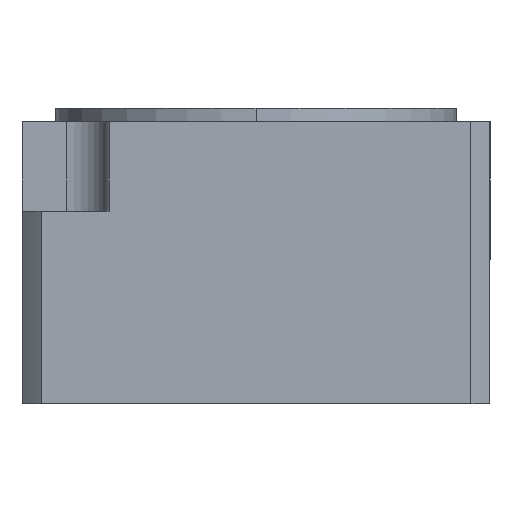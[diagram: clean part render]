
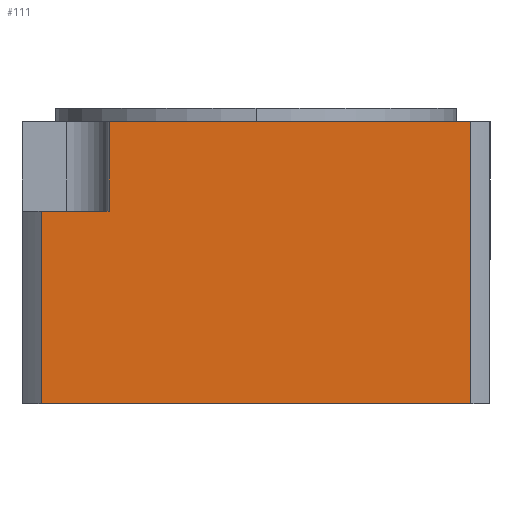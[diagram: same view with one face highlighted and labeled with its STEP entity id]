
A CAD part, left-side view. The second image highlights one B-rep face of the part: STEP entity #111.
In plain terms, the highlighted planar face has unit normal (-1, 0, 0).
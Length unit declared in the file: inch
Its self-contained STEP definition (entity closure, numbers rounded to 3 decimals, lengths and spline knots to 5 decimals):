
#7 = EDGE_CURVE ( 'NONE', #601, #53, #619, .T. ) ;
#26 = VECTOR ( 'NONE', #1131, 39.37008 ) ;
#53 = VERTEX_POINT ( 'NONE', #448 ) ;
#59 = CARTESIAN_POINT ( 'NONE',  ( -0.875, 0.875, -1.105 ) ) ;
#61 = LINE ( 'NONE', #735, #26 ) ;
#111 = ADVANCED_FACE ( 'NONE', ( #331 ), #480, .F. ) ;
#121 = VERTEX_POINT ( 'NONE', #257 ) ;
#127 = VERTEX_POINT ( 'NONE', #159 ) ;
#159 = CARTESIAN_POINT ( 'NONE',  ( -0.875, 0.54961, 0. ) ) ;
#202 = ORIENTED_EDGE ( 'NONE', *, *, #1001, .F. ) ;
#223 = ORIENTED_EDGE ( 'NONE', *, *, #7, .F. ) ;
#255 = ORIENTED_EDGE ( 'NONE', *, *, #907, .T. ) ;
#257 = CARTESIAN_POINT ( 'NONE',  ( -0.875, -0.80283, 0. ) ) ;
#259 = CARTESIAN_POINT ( 'NONE',  ( -0.875, -0.80283, -1.105 ) ) ;
#278 = ORIENTED_EDGE ( 'NONE', *, *, #390, .F. ) ;
#294 = EDGE_CURVE ( 'NONE', #366, #127, #984, .T. ) ;
#311 = DIRECTION ( 'NONE',  ( 0., -1., 0. ) ) ;
#320 = ORIENTED_EDGE ( 'NONE', *, *, #683, .F. ) ;
#331 = FACE_OUTER_BOUND ( 'NONE', #723, .T. ) ;
#354 = LINE ( 'NONE', #259, #630 ) ;
#366 = VERTEX_POINT ( 'NONE', #563 ) ;
#385 = ORIENTED_EDGE ( 'NONE', *, *, #294, .F. ) ;
#390 = EDGE_CURVE ( 'NONE', #452, #601, #61, .T. ) ;
#417 = CARTESIAN_POINT ( 'NONE',  ( -0.875, 0.54961, -0.335 ) ) ;
#422 = LINE ( 'NONE', #536, #1055 ) ;
#432 = DIRECTION ( 'NONE',  ( 0., 0., -1. ) ) ;
#434 = DIRECTION ( 'NONE',  ( 1., 0., 0. ) ) ;
#437 = CARTESIAN_POINT ( 'NONE',  ( -0.875, 0.54961, -0.335 ) ) ;
#448 = CARTESIAN_POINT ( 'NONE',  ( -0.875, 0.80283, -0.335 ) ) ;
#452 = VERTEX_POINT ( 'NONE', #578 ) ;
#454 = DIRECTION ( 'NONE',  ( 0., 1., 0. ) ) ;
#464 = AXIS2_PLACEMENT_3D ( 'NONE', #59, #434, #951 ) ;
#480 = PLANE ( 'NONE',  #464 ) ;
#536 = CARTESIAN_POINT ( 'NONE',  ( -0.875, 0.875, 0. ) ) ;
#563 = CARTESIAN_POINT ( 'NONE',  ( -0.875, 0.54961, -0.335 ) ) ;
#574 = DIRECTION ( 'NONE',  ( 0., 0., 1. ) ) ;
#578 = CARTESIAN_POINT ( 'NONE',  ( -0.875, -0.80283, -1.055 ) ) ;
#596 = DIRECTION ( 'NONE',  ( 0., 0., 1. ) ) ;
#601 = VERTEX_POINT ( 'NONE', #900 ) ;
#619 = LINE ( 'NONE', #1048, #892 ) ;
#630 = VECTOR ( 'NONE', #432, 39.37008 ) ;
#673 = VECTOR ( 'NONE', #574, 39.37008 ) ;
#683 = EDGE_CURVE ( 'NONE', #53, #366, #820, .T. ) ;
#723 = EDGE_LOOP ( 'NONE', ( #278, #202, #255, #385, #320, #223 ) ) ;
#735 = CARTESIAN_POINT ( 'NONE',  ( -0.875, -0.80283, -1.055 ) ) ;
#820 = LINE ( 'NONE', #437, #1088 ) ;
#892 = VECTOR ( 'NONE', #596, 39.37008 ) ;
#900 = CARTESIAN_POINT ( 'NONE',  ( -0.875, 0.80283, -1.055 ) ) ;
#907 = EDGE_CURVE ( 'NONE', #121, #127, #422, .T. ) ;
#951 = DIRECTION ( 'NONE',  ( 0., 0., -1. ) ) ;
#984 = LINE ( 'NONE', #417, #673 ) ;
#1001 = EDGE_CURVE ( 'NONE', #121, #452, #354, .T. ) ;
#1048 = CARTESIAN_POINT ( 'NONE',  ( -0.875, 0.80283, -1.105 ) ) ;
#1055 = VECTOR ( 'NONE', #454, 39.37008 ) ;
#1088 = VECTOR ( 'NONE', #311, 39.37008 ) ;
#1131 = DIRECTION ( 'NONE',  ( 0., 1., 0. ) ) ;
